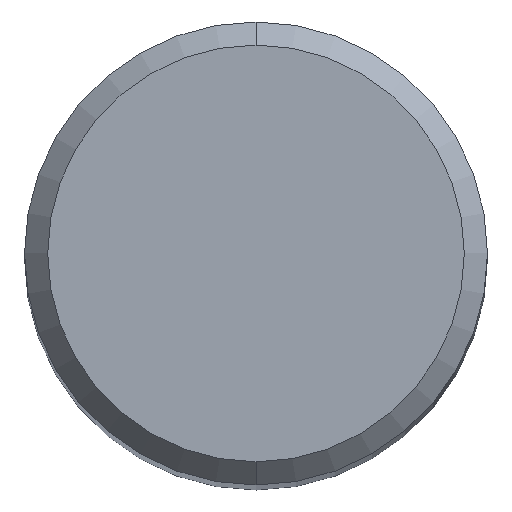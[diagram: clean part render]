
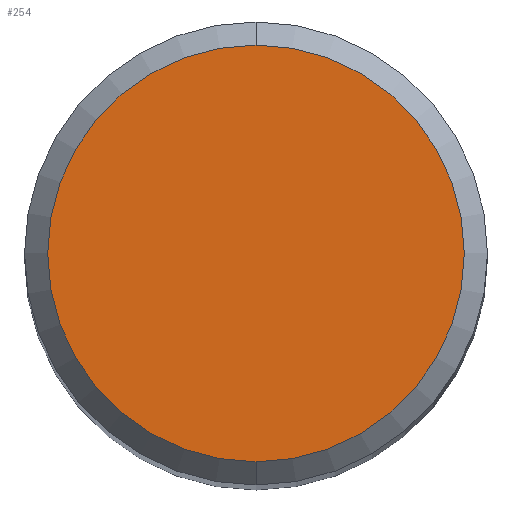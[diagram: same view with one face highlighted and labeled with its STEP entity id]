
A CAD part, top view. The second image highlights one B-rep face of the part: STEP entity #254.
In plain terms, the highlighted planar face has unit normal (0, 0, 1).
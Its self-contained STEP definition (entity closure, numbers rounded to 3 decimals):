
#194=VERTEX_POINT('',#496);
#254=ADVANCED_FACE('',(#561),#562,.T.);
#350=VERTEX_POINT('',#667);
#414=EDGE_CURVE('',#350,#194,#739,.T.);
#436=EDGE_CURVE('',#194,#350,#763,.T.);
#496=CARTESIAN_POINT('',(0.0,3.6,0.0));
#561=FACE_OUTER_BOUND('',#924,.T.);
#562=PLANE('',#925);
#667=CARTESIAN_POINT('',(0.,-3.6,0.0));
#739=CIRCLE('',#1325,3.6);
#763=CIRCLE('',#1402,3.6);
#924=EDGE_LOOP('',(#1501,#1502));
#925=AXIS2_PLACEMENT_3D('',#1503,#1504,#1505);
#1325=AXIS2_PLACEMENT_3D('',#1709,#1710,#1711);
#1402=AXIS2_PLACEMENT_3D('',#1737,#1738,#1739);
#1501=ORIENTED_EDGE('',*,*,#436,.F.);
#1502=ORIENTED_EDGE('',*,*,#414,.F.);
#1503=CARTESIAN_POINT('',(0.0,1.8,0.0));
#1504=DIRECTION('',(-0.0,0.0,1.0));
#1505=DIRECTION('',(0.0,-1.0,0.0));
#1709=CARTESIAN_POINT('',(0.0,0.0,0.0));
#1710=DIRECTION('',(0.0,0.0,-1.0));
#1711=DIRECTION('',(0.0,1.0,0.0));
#1737=CARTESIAN_POINT('',(0.0,0.0,0.0));
#1738=DIRECTION('',(0.0,0.0,-1.0));
#1739=DIRECTION('',(0.0,1.0,0.0));
